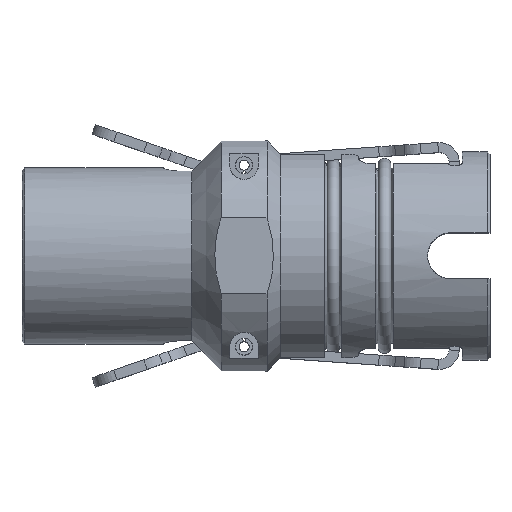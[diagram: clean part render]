
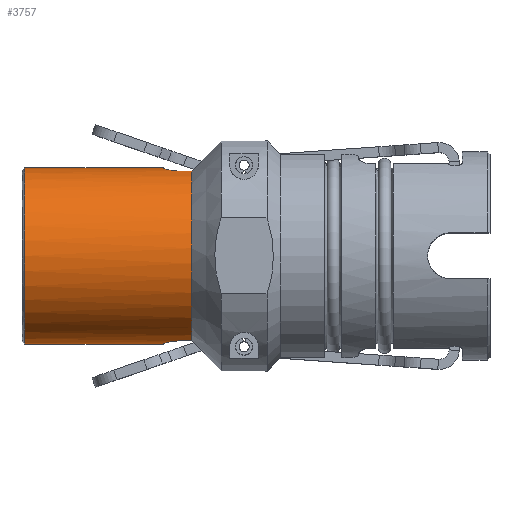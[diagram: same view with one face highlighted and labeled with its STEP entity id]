
A CAD part, top view. The second image highlights one B-rep face of the part: STEP entity #3757.
In plain terms, the highlighted cylindrical face has radius 12.192 mm (diameter 24.384 mm), a full revolution.
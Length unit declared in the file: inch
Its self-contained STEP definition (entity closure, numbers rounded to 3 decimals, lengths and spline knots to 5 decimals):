
#344=FACE_OUTER_BOUND('',#559,.T.);
#559=EDGE_LOOP('',(#3093,#3094,#3095,#3096,#3097,#3098,#3099,#3100,#3101,
#3102,#3103,#3104,#3105,#3106,#3107,#3108,#3109));
#706=CIRCLE('',#4023,0.48);
#707=CIRCLE('',#4024,0.48);
#708=CIRCLE('',#4026,0.48);
#713=CIRCLE('',#4032,0.48);
#769=CIRCLE('',#4151,0.48);
#770=CIRCLE('',#4153,0.48);
#771=CIRCLE('',#4154,0.48);
#939=LINE('',#6148,#1235);
#946=LINE('',#6180,#1242);
#1026=LINE('',#6726,#1322);
#1031=LINE('',#6750,#1327);
#1032=LINE('',#6756,#1328);
#1235=VECTOR('',#4600,0.3937);
#1242=VECTOR('',#4611,0.3937);
#1322=VECTOR('',#4941,0.3937);
#1327=VECTOR('',#4956,0.3937);
#1328=VECTOR('',#4965,0.48);
#1475=B_SPLINE_CURVE_WITH_KNOTS('',3,(#6121,#6122,#6123,#6124,#6125,#6126,
#6127,#6128,#6129,#6130),.UNSPECIFIED.,.F.,.F.,(4,2,2,2,4),(-0.36247,
-0.27148,-0.18049,-0.09025,0.),
 .UNSPECIFIED.);
#1476=B_SPLINE_CURVE_WITH_KNOTS('',3,(#6160,#6161,#6162,#6163,#6164,#6165,
#6166,#6167,#6168,#6169),.UNSPECIFIED.,.F.,.F.,(4,2,2,2,4),(0.,0.09025,
0.18049,0.27148,0.36247),.UNSPECIFIED.);
#1491=B_SPLINE_CURVE_WITH_KNOTS('',3,(#6711,#6712,#6713,#6714,#6715,#6716,
#6717,#6718,#6719,#6720),.UNSPECIFIED.,.F.,.F.,(4,2,2,2,4),(0.72259,
0.81283,0.90308,0.99407,1.08505),
 .UNSPECIFIED.);
#1492=B_SPLINE_CURVE_WITH_KNOTS('',3,(#6734,#6735,#6736,#6737,#6738,#6739,
#6740,#6741,#6742,#6743),.UNSPECIFIED.,.F.,.F.,(4,2,2,2,4),(0.36012,
0.45111,0.54209,0.63234,0.72259),
 .UNSPECIFIED.);
#1614=VERTEX_POINT('',#6118);
#1615=VERTEX_POINT('',#6120);
#1622=VERTEX_POINT('',#6147);
#1625=VERTEX_POINT('',#6157);
#1626=VERTEX_POINT('',#6159);
#1629=VERTEX_POINT('',#6176);
#1630=VERTEX_POINT('',#6195);
#1631=VERTEX_POINT('',#6199);
#1638=VERTEX_POINT('',#6221);
#1733=VERTEX_POINT('',#6708);
#1734=VERTEX_POINT('',#6710);
#1738=VERTEX_POINT('',#6731);
#1739=VERTEX_POINT('',#6733);
#1740=VERTEX_POINT('',#6755);
#1741=VERTEX_POINT('',#6757);
#2025=EDGE_CURVE('',#1614,#1615,#1475,.T.);
#2034=EDGE_CURVE('',#1622,#1615,#939,.T.);
#2039=EDGE_CURVE('',#1625,#1626,#1476,.T.);
#2044=EDGE_CURVE('',#1625,#1629,#946,.T.);
#2049=EDGE_CURVE('',#1630,#1626,#706,.T.);
#2050=EDGE_CURVE('',#1614,#1630,#707,.T.);
#2051=EDGE_CURVE('',#1622,#1631,#708,.T.);
#2060=EDGE_CURVE('',#1638,#1629,#713,.T.);
#2210=EDGE_CURVE('',#1733,#1734,#1491,.T.);
#2214=EDGE_CURVE('',#1733,#1631,#1026,.T.);
#2217=EDGE_CURVE('',#1738,#1739,#1492,.T.);
#2222=EDGE_CURVE('',#1638,#1739,#1031,.T.);
#2223=EDGE_CURVE('',#1738,#1734,#769,.T.);
#2224=EDGE_CURVE('',#1630,#1740,#1032,.T.);
#2225=EDGE_CURVE('',#1741,#1740,#770,.T.);
#2226=EDGE_CURVE('',#1740,#1741,#771,.T.);
#3093=ORIENTED_EDGE('',*,*,#2044,.T.);
#3094=ORIENTED_EDGE('',*,*,#2060,.F.);
#3095=ORIENTED_EDGE('',*,*,#2222,.T.);
#3096=ORIENTED_EDGE('',*,*,#2217,.F.);
#3097=ORIENTED_EDGE('',*,*,#2223,.T.);
#3098=ORIENTED_EDGE('',*,*,#2210,.F.);
#3099=ORIENTED_EDGE('',*,*,#2214,.T.);
#3100=ORIENTED_EDGE('',*,*,#2051,.F.);
#3101=ORIENTED_EDGE('',*,*,#2034,.T.);
#3102=ORIENTED_EDGE('',*,*,#2025,.F.);
#3103=ORIENTED_EDGE('',*,*,#2050,.T.);
#3104=ORIENTED_EDGE('',*,*,#2224,.T.);
#3105=ORIENTED_EDGE('',*,*,#2225,.F.);
#3106=ORIENTED_EDGE('',*,*,#2226,.F.);
#3107=ORIENTED_EDGE('',*,*,#2224,.F.);
#3108=ORIENTED_EDGE('',*,*,#2049,.T.);
#3109=ORIENTED_EDGE('',*,*,#2039,.F.);
#3615=CYLINDRICAL_SURFACE('',#4152,0.48);
#3757=ADVANCED_FACE('',(#344),#3615,.T.);
#4023=AXIS2_PLACEMENT_3D('',#6196,#4622,#4623);
#4024=AXIS2_PLACEMENT_3D('',#6197,#4624,#4625);
#4026=AXIS2_PLACEMENT_3D('',#6200,#4628,#4629);
#4032=AXIS2_PLACEMENT_3D('',#6225,#4640,#4641);
#4151=AXIS2_PLACEMENT_3D('',#6753,#4961,#4962);
#4152=AXIS2_PLACEMENT_3D('',#6754,#4963,#4964);
#4153=AXIS2_PLACEMENT_3D('',#6758,#4966,#4967);
#4154=AXIS2_PLACEMENT_3D('',#6759,#4968,#4969);
#4600=DIRECTION('',(-1.,0.,0.));
#4611=DIRECTION('',(1.,0.,0.));
#4622=DIRECTION('center_axis',(-1.,0.,0.));
#4623=DIRECTION('ref_axis',(0.,1.,0.));
#4624=DIRECTION('center_axis',(-1.,0.,0.));
#4625=DIRECTION('ref_axis',(0.,1.,0.));
#4628=DIRECTION('center_axis',(1.,0.,0.));
#4629=DIRECTION('ref_axis',(0.,0.,-1.));
#4640=DIRECTION('center_axis',(1.,0.,0.));
#4641=DIRECTION('ref_axis',(0.,0.,-1.));
#4941=DIRECTION('',(1.,0.,0.));
#4956=DIRECTION('',(-1.,0.,0.));
#4961=DIRECTION('center_axis',(-1.,0.,0.));
#4962=DIRECTION('ref_axis',(0.,1.,0.));
#4963=DIRECTION('center_axis',(1.,0.,0.));
#4964=DIRECTION('ref_axis',(0.,1.,0.));
#4965=DIRECTION('',(-1.,0.,0.));
#4966=DIRECTION('center_axis',(-1.,0.,0.));
#4967=DIRECTION('ref_axis',(0.,-1.,0.));
#4968=DIRECTION('center_axis',(-1.,0.,0.));
#4969=DIRECTION('ref_axis',(0.,-1.,0.));
#6118=CARTESIAN_POINT('',(0.77,-0.47865,-0.036));
#6120=CARTESIAN_POINT('',(0.864,-0.46206,-0.13));
#6121=CARTESIAN_POINT('Ctrl Pts',(0.77,-0.47865,-0.036));
#6122=CARTESIAN_POINT('Ctrl Pts',(0.77,-0.47775,-0.04791));
#6123=CARTESIAN_POINT('Ctrl Pts',(0.7724,-0.47631,-0.06055));
#6124=CARTESIAN_POINT('Ctrl Pts',(0.78205,-0.47279,
-0.08373));
#6125=CARTESIAN_POINT('Ctrl Pts',(0.78931,-0.47073,
-0.09428));
#6126=CARTESIAN_POINT('Ctrl Pts',(0.80596,-0.4671,
-0.11086));
#6127=CARTESIAN_POINT('Ctrl Pts',(0.81647,-0.46528,
-0.11805));
#6128=CARTESIAN_POINT('Ctrl Pts',(0.83956,-0.46275,
-0.12763));
#6129=CARTESIAN_POINT('Ctrl Pts',(0.85216,-0.46206,
-0.13));
#6130=CARTESIAN_POINT('Ctrl Pts',(0.864,-0.46206,-0.13));
#6147=CARTESIAN_POINT('',(0.9255,-0.46206,-0.13));
#6148=CARTESIAN_POINT('',(0.46275,-0.46206,-0.13));
#6157=CARTESIAN_POINT('',(0.864,-0.46206,0.13));
#6159=CARTESIAN_POINT('',(0.77,-0.47865,0.036));
#6160=CARTESIAN_POINT('Ctrl Pts',(0.864,-0.46206,0.13));
#6161=CARTESIAN_POINT('Ctrl Pts',(0.85216,-0.46206,
0.13));
#6162=CARTESIAN_POINT('Ctrl Pts',(0.83956,-0.46275,
0.12763));
#6163=CARTESIAN_POINT('Ctrl Pts',(0.81647,-0.46528,
0.11805));
#6164=CARTESIAN_POINT('Ctrl Pts',(0.80596,-0.4671,
0.11086));
#6165=CARTESIAN_POINT('Ctrl Pts',(0.78931,-0.47073,
0.09428));
#6166=CARTESIAN_POINT('Ctrl Pts',(0.78205,-0.47279,
0.08373));
#6167=CARTESIAN_POINT('Ctrl Pts',(0.7724,-0.47631,0.06055));
#6168=CARTESIAN_POINT('Ctrl Pts',(0.77,-0.47775,0.04791));
#6169=CARTESIAN_POINT('Ctrl Pts',(0.77,-0.47865,0.036));
#6176=CARTESIAN_POINT('',(0.9255,-0.46206,0.13));
#6180=CARTESIAN_POINT('',(0.46275,-0.46206,0.13));
#6195=CARTESIAN_POINT('',(0.77,-0.48,0.));
#6196=CARTESIAN_POINT('Origin',(0.77,0.,0.));
#6197=CARTESIAN_POINT('Origin',(0.77,0.,0.));
#6199=CARTESIAN_POINT('',(0.9255,0.46206,-0.13));
#6200=CARTESIAN_POINT('Origin',(0.9255,0.,0.));
#6221=CARTESIAN_POINT('',(0.9255,0.46206,0.13));
#6225=CARTESIAN_POINT('Origin',(0.9255,0.,0.));
#6708=CARTESIAN_POINT('',(0.864,0.46206,-0.13));
#6710=CARTESIAN_POINT('',(0.77,0.47865,-0.036));
#6711=CARTESIAN_POINT('Ctrl Pts',(0.864,0.46206,-0.13));
#6712=CARTESIAN_POINT('Ctrl Pts',(0.85216,0.46206,-0.13));
#6713=CARTESIAN_POINT('Ctrl Pts',(0.83956,0.46275,-0.12763));
#6714=CARTESIAN_POINT('Ctrl Pts',(0.81647,0.46528,-0.11805));
#6715=CARTESIAN_POINT('Ctrl Pts',(0.80596,0.4671,-0.11086));
#6716=CARTESIAN_POINT('Ctrl Pts',(0.78931,0.47073,-0.09428));
#6717=CARTESIAN_POINT('Ctrl Pts',(0.78205,0.47279,-0.08373));
#6718=CARTESIAN_POINT('Ctrl Pts',(0.7724,0.47631,-0.06055));
#6719=CARTESIAN_POINT('Ctrl Pts',(0.77,0.47775,-0.04791));
#6720=CARTESIAN_POINT('Ctrl Pts',(0.77,0.47865,-0.036));
#6726=CARTESIAN_POINT('',(0.46275,0.46206,-0.13));
#6731=CARTESIAN_POINT('',(0.77,0.47865,0.036));
#6733=CARTESIAN_POINT('',(0.864,0.46206,0.13));
#6734=CARTESIAN_POINT('Ctrl Pts',(0.77,0.47865,0.036));
#6735=CARTESIAN_POINT('Ctrl Pts',(0.77,0.47775,0.04791));
#6736=CARTESIAN_POINT('Ctrl Pts',(0.7724,0.47631,0.06055));
#6737=CARTESIAN_POINT('Ctrl Pts',(0.78205,0.47279,0.08373));
#6738=CARTESIAN_POINT('Ctrl Pts',(0.78931,0.47073,0.09428));
#6739=CARTESIAN_POINT('Ctrl Pts',(0.80596,0.4671,0.11086));
#6740=CARTESIAN_POINT('Ctrl Pts',(0.81647,0.46528,0.11805));
#6741=CARTESIAN_POINT('Ctrl Pts',(0.83956,0.46275,0.12763));
#6742=CARTESIAN_POINT('Ctrl Pts',(0.85216,0.46206,0.13));
#6743=CARTESIAN_POINT('Ctrl Pts',(0.864,0.46206,0.13));
#6750=CARTESIAN_POINT('',(0.46275,0.46206,0.13));
#6753=CARTESIAN_POINT('Origin',(0.77,0.,0.));
#6754=CARTESIAN_POINT('Origin',(0.46275,0.,0.));
#6755=CARTESIAN_POINT('',(0.015,-0.48,0.));
#6756=CARTESIAN_POINT('',(0.46275,-0.48,0.));
#6757=CARTESIAN_POINT('',(0.015,0.48,0.));
#6758=CARTESIAN_POINT('Origin',(0.015,0.,0.));
#6759=CARTESIAN_POINT('Origin',(0.015,0.,0.));
